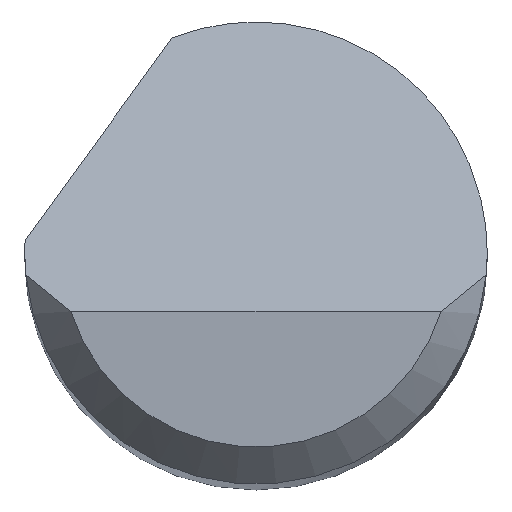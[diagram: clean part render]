
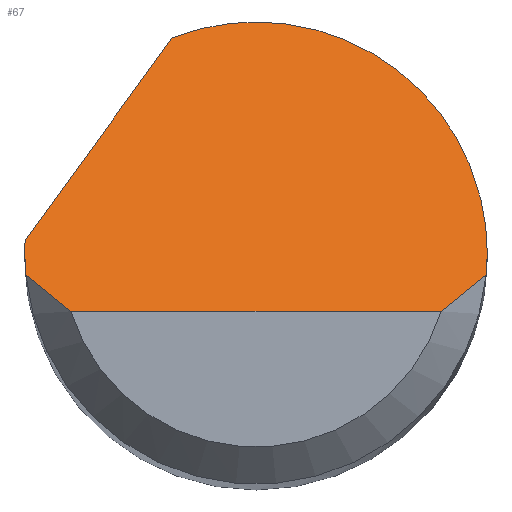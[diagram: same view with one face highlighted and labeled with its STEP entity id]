
A CAD part, top view. The second image highlights one B-rep face of the part: STEP entity #67.
In plain terms, the highlighted planar face has unit normal (0, 0.707, 0.707).
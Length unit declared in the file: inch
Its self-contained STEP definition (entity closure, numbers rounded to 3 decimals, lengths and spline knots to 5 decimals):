
#3 = CARTESIAN_POINT ( 'NONE',  ( 0.09361, -0.00584, 1.98209 ) ) ;
#6 =( BOUNDED_CURVE ( )  B_SPLINE_CURVE ( 3, ( #71, #232, #160, #251 ),
 .UNSPECIFIED., .F., .T. ) 
 B_SPLINE_CURVE_WITH_KNOTS ( ( 4, 4 ),
 ( 4.71239, 4.76575 ),
 .UNSPECIFIED. ) 
 CURVE ( )  GEOMETRIC_REPRESENTATION_ITEM ( )  RATIONAL_B_SPLINE_CURVE ( ( 1., 1., 1., 1. ) ) 
 REPRESENTATION_ITEM ( '' )  );
#11 = CARTESIAN_POINT ( 'NONE',  ( 0.09375, 0., 1.97625 ) ) ;
#58 = CARTESIAN_POINT ( 'NONE',  ( 0.09375, 0.07266, 1.90359 ) ) ;
#60 =( BOUNDED_CURVE ( )  B_SPLINE_CURVE ( 3, ( #11, #98, #3, #381 ),
 .UNSPECIFIED., .F., .T. ) 
 B_SPLINE_CURVE_WITH_KNOTS ( ( 4, 4 ),
 ( 1.5708, 1.66427 ),
 .UNSPECIFIED. ) 
 CURVE ( )  GEOMETRIC_REPRESENTATION_ITEM ( )  RATIONAL_B_SPLINE_CURVE ( ( 1., 0.999, 0.999, 1. ) ) 
 REPRESENTATION_ITEM ( '' )  );
#64 = CARTESIAN_POINT ( 'NONE',  ( 0.09375, 0., 1.97625 ) ) ;
#67 = ADVANCED_FACE ( 'NONE', ( #1002 ), #241, .F. ) ;
#71 = CARTESIAN_POINT ( 'NONE',  ( -0.09375, 0., 1.97625 ) ) ;
#83 = EDGE_CURVE ( 'NONE', #579, #674, #250, .T. ) ;
#97 = LINE ( 'NONE', #735, #366 ) ;
#98 = CARTESIAN_POINT ( 'NONE',  ( 0.09375, -0.00292, 1.97917 ) ) ;
#122 = ORIENTED_EDGE ( 'NONE', *, *, #789, .F. ) ;
#128 = CARTESIAN_POINT ( 'NONE',  ( 0.09375, 0., 1.97625 ) ) ;
#157 = CARTESIAN_POINT ( 'NONE',  ( -0.09375, -0.02375, 2. ) ) ;
#160 = CARTESIAN_POINT ( 'NONE',  ( -0.09371, 0.00333, 1.97292 ) ) ;
#212 = ORIENTED_EDGE ( 'NONE', *, *, #294, .F. ) ;
#224 = VERTEX_POINT ( 'NONE', #1138 ) ;
#232 = CARTESIAN_POINT ( 'NONE',  ( -0.09375, 0.00167, 1.97458 ) ) ;
#241 = PLANE ( 'NONE',  #616 ) ;
#247 = VERTEX_POINT ( 'NONE', #280 ) ;
#250 = B_SPLINE_CURVE_WITH_KNOTS ( 'NONE', 3,
 ( #1107, #802, #1113, #824 ),
 .UNSPECIFIED., .F., .F.,
 ( 4, 4 ),
 ( 0., 0.00071 ),
 .UNSPECIFIED. ) ;
#251 = CARTESIAN_POINT ( 'NONE',  ( -0.09362, 0.005, 1.97125 ) ) ;
#260 = EDGE_CURVE ( 'NONE', #815, #224, #1094, .T. ) ;
#280 = CARTESIAN_POINT ( 'NONE',  ( -0.09362, 0.005, 1.97125 ) ) ;
#284 = DIRECTION ( 'NONE',  ( 1., 0., 0. ) ) ;
#294 = EDGE_CURVE ( 'NONE', #476, #674, #60, .T. ) ;
#303 = CARTESIAN_POINT ( 'NONE',  ( -0.09334, -0.00875, 1.985 ) ) ;
#315 = EDGE_CURVE ( 'NONE', #340, #476, #729, .T. ) ;
#332 = ORIENTED_EDGE ( 'NONE', *, *, #1018, .F. ) ;
#340 = VERTEX_POINT ( 'NONE', #1079 ) ;
#346 = CARTESIAN_POINT ( 'NONE',  ( -0.09334, -0.00875, 1.985 ) ) ;
#366 = VECTOR ( 'NONE', #284, 39.37008 ) ;
#381 = CARTESIAN_POINT ( 'NONE',  ( 0.09334, -0.00875, 1.985 ) ) ;
#396 = CARTESIAN_POINT ( 'NONE',  ( 0.09334, -0.00875, 1.985 ) ) ;
#410 = CARTESIAN_POINT ( 'NONE',  ( -0.09334, -0.00875, 1.985 ) ) ;
#424 = CARTESIAN_POINT ( 'NONE',  ( -0.09375, -0.00292, 1.97917 ) ) ;
#476 = VERTEX_POINT ( 'NONE', #64 ) ;
#515 = VERTEX_POINT ( 'NONE', #1195 ) ;
#539 = CARTESIAN_POINT ( 'NONE',  ( 0.07508, -0.02375, 2. ) ) ;
#579 = VERTEX_POINT ( 'NONE', #539 ) ;
#583 = CARTESIAN_POINT ( 'NONE',  ( -0.03394, 0.08739, 1.88886 ) ) ;
#589 = CARTESIAN_POINT ( 'NONE',  ( 0.03379, 0.11369, 1.86256 ) ) ;
#605 = CARTESIAN_POINT ( 'NONE',  ( -0.09361, -0.00584, 1.98209 ) ) ;
#616 = AXIS2_PLACEMENT_3D ( 'NONE', #157, #719, #923 ) ;
#623 = CARTESIAN_POINT ( 'NONE',  ( -0.09375, 0., 1.97625 ) ) ;
#673 = CARTESIAN_POINT ( 'NONE',  ( -0.08157, -0.019, 1.99525 ) ) ;
#674 = VERTEX_POINT ( 'NONE', #396 ) ;
#695 = ORIENTED_EDGE ( 'NONE', *, *, #315, .F. ) ;
#713 = VECTOR ( 'NONE', #785, 39.37008 ) ;
#719 = DIRECTION ( 'NONE',  ( 0., -0.707, -0.707 ) ) ;
#729 =( BOUNDED_CURVE ( )  B_SPLINE_CURVE ( 3, ( #583, #589, #58, #128 ),
 .UNSPECIFIED., .F., .T. ) 
 B_SPLINE_CURVE_WITH_KNOTS ( ( 4, 4 ),
 ( 5.91277, 7.85398 ),
 .UNSPECIFIED. ) 
 CURVE ( )  GEOMETRIC_REPRESENTATION_ITEM ( )  RATIONAL_B_SPLINE_CURVE ( ( 1., 0.71, 0.71, 1. ) ) 
 REPRESENTATION_ITEM ( '' )  );
#735 = CARTESIAN_POINT ( 'NONE',  ( 0., -0.02375, 2. ) ) ;
#785 = DIRECTION ( 'NONE',  ( 0.456, 0.629, -0.629 ) ) ;
#789 = EDGE_CURVE ( 'NONE', #247, #340, #882, .T. ) ;
#802 = CARTESIAN_POINT ( 'NONE',  ( 0.08157, -0.019, 1.99525 ) ) ;
#815 = VERTEX_POINT ( 'NONE', #410 ) ;
#824 = CARTESIAN_POINT ( 'NONE',  ( 0.09334, -0.00875, 1.985 ) ) ;
#859 = ORIENTED_EDGE ( 'NONE', *, *, #998, .F. ) ;
#871 = ORIENTED_EDGE ( 'NONE', *, *, #83, .T. ) ;
#882 = LINE ( 'NONE', #1059, #713 ) ;
#910 = ORIENTED_EDGE ( 'NONE', *, *, #1225, .T. ) ;
#923 = DIRECTION ( 'NONE',  ( 0., 0.707, -0.707 ) ) ;
#950 = CARTESIAN_POINT ( 'NONE',  ( -0.08761, -0.01397, 1.99022 ) ) ;
#998 = EDGE_CURVE ( 'NONE', #515, #247, #6, .T. ) ;
#1002 = FACE_OUTER_BOUND ( 'NONE', #1090, .T. ) ;
#1018 = EDGE_CURVE ( 'NONE', #815, #515, #1024, .T. ) ;
#1024 =( BOUNDED_CURVE ( )  B_SPLINE_CURVE ( 3, ( #346, #605, #424, #623 ),
 .UNSPECIFIED., .F., .F. ) 
 B_SPLINE_CURVE_WITH_KNOTS ( ( 4, 4 ),
 ( 4.61892, 4.71239 ),
 .UNSPECIFIED. ) 
 CURVE ( )  GEOMETRIC_REPRESENTATION_ITEM ( )  RATIONAL_B_SPLINE_CURVE ( ( 1., 0.999, 0.999, 1. ) ) 
 REPRESENTATION_ITEM ( '' )  );
#1059 = CARTESIAN_POINT ( 'NONE',  ( -0.11014, -0.01781, 1.99406 ) ) ;
#1060 = CARTESIAN_POINT ( 'NONE',  ( -0.07508, -0.02375, 2. ) ) ;
#1076 = ORIENTED_EDGE ( 'NONE', *, *, #260, .T. ) ;
#1079 = CARTESIAN_POINT ( 'NONE',  ( -0.03394, 0.08739, 1.88886 ) ) ;
#1090 = EDGE_LOOP ( 'NONE', ( #910, #871, #212, #695, #122, #859, #332, #1076 ) ) ;
#1094 = B_SPLINE_CURVE_WITH_KNOTS ( 'NONE', 3,
 ( #303, #950, #673, #1060 ),
 .UNSPECIFIED., .F., .F.,
 ( 4, 4 ),
 ( 0., 0.00071 ),
 .UNSPECIFIED. ) ;
#1107 = CARTESIAN_POINT ( 'NONE',  ( 0.07508, -0.02375, 2. ) ) ;
#1113 = CARTESIAN_POINT ( 'NONE',  ( 0.08761, -0.01397, 1.99022 ) ) ;
#1138 = CARTESIAN_POINT ( 'NONE',  ( -0.07508, -0.02375, 2. ) ) ;
#1195 = CARTESIAN_POINT ( 'NONE',  ( -0.09375, 0., 1.97625 ) ) ;
#1225 = EDGE_CURVE ( 'NONE', #224, #579, #97, .T. ) ;
